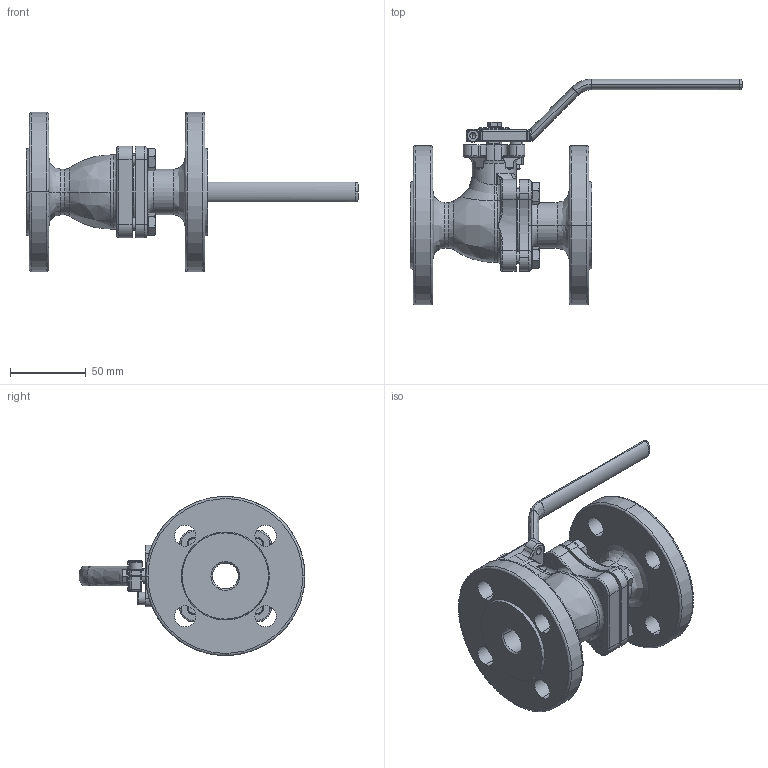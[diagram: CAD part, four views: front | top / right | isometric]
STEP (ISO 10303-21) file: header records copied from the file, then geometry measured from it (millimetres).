
FILE_DESCRIPTION (( 'STEP AP214' ), '1' );
FILE_NAME ('Fig. 150 DN-020.STEP', '2020-10-15T08:04:56', ( '' ), ( '' ), 'SwSTEP 2.0', 'SolidWorks 2020', '' );
FILE_SCHEMA (( 'AUTOMOTIVE_DESIGN' ));
Length unit declared in the file: millimetre
Products named in the file (1): Fig. 150  DN-020
Bounding box: 219 x 149 x 105 mm (x, y, z)
Volume: 358683.2 mm3; surface area: 98278.3 mm2
Topology: 15 solids, 15 shells, 722 faces, 1700 edges, 1018 vertices
Faces by surface type: cylinder 242, plane 199, bspline 158, cone 103, sphere 15, torus 5
Entity records: 41073 total; most frequent: CARTESIAN_POINT 17365, ORIENTED_EDGE 3350, DIRECTION 3091, EDGE_CURVE 1675, AXIS2_PLACEMENT_3D 1266, VERTEX_POINT 1016, EDGE_LOOP 813, UNCERTAINTY_MEASURE_WITH_UNIT 739
